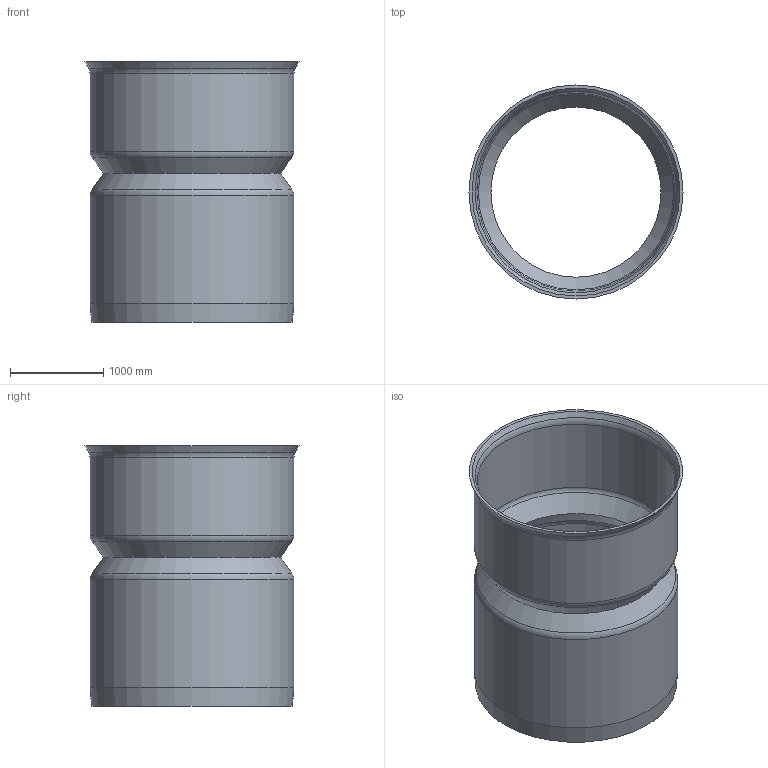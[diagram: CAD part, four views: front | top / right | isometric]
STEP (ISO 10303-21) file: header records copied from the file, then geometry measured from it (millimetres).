
FILE_DESCRIPTION(/* description */ (''),/* implementation_level */ '2;1');
FILE_NAME(/* name */ '00750.200X_3D.stp',/* time_stamp */ '2024-12-11T13:00:23+01:00',/* author */ ('CAD'),/* organization */ (''),/* preprocessor_version */ 'ST-DEVELOPER v20',/* originating_system */ 'AutoCAD Mechanical',/* authorisation */ '');
FILE_SCHEMA (('AUTOMOTIVE_DESIGN { 1 0 10303 214 3 1 1 }'));
Length unit declared in the file: centimetre
Products named in the file (1): Product
Bounding box: 2300 x 2300 x 2800 mm (x, y, z)
Volume: 565217343.8 mm3; surface area: 39829774.1 mm2
Topology: 2 solids, 2 shells, 22 faces, 52 edges, 34 vertices
Faces by surface type: cone 8, torus 6, plane 4, cylinder 4
Full cylindrical faces by diameter (mm): 2132 x2, 2190 x2
Entity records: 690 total; most frequent: DIRECTION 138, CARTESIAN_POINT 109, ORIENTED_EDGE 104, AXIS2_PLACEMENT_3D 63, EDGE_CURVE 52, CIRCLE 40, VERTEX_POINT 34, EDGE_LOOP 26
